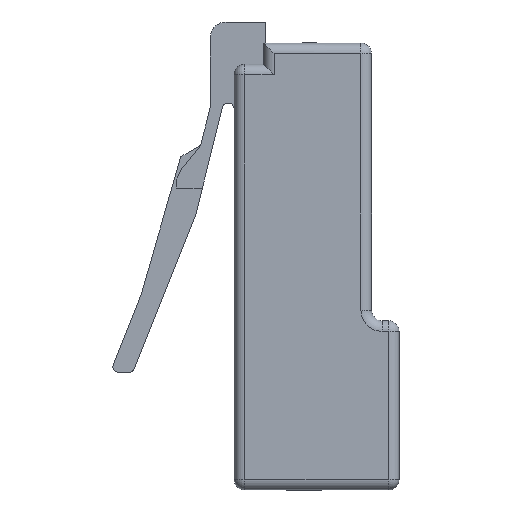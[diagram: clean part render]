
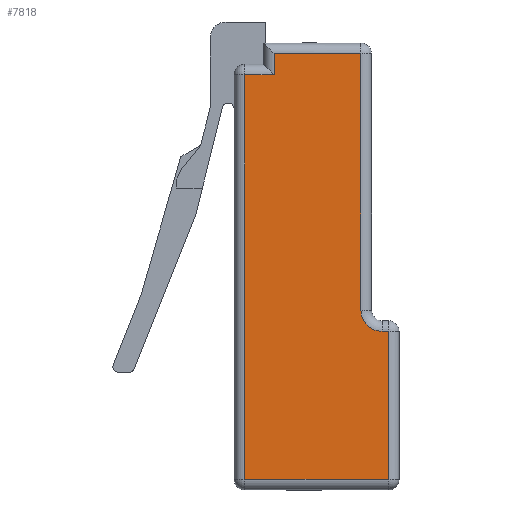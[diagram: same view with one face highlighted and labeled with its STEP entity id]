
A CAD part, left-side view. The second image highlights one B-rep face of the part: STEP entity #7818.
In plain terms, the highlighted planar face has unit normal (-1, 0, 0).
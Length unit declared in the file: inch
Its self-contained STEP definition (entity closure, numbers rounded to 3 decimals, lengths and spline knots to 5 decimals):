
#6 = CARTESIAN_POINT ( 'NONE',  ( -0.23, 0.13, 0.785 ) ) ;
#95 = AXIS2_PLACEMENT_3D ( 'NONE', #5244, #125, #6259 ) ;
#96 = EDGE_CURVE ( 'NONE', #1069, #189, #3060, .T. ) ;
#125 = DIRECTION ( 'NONE',  ( -1., 0., 0. ) ) ;
#189 = VERTEX_POINT ( 'NONE', #8891 ) ;
#244 = ORIENTED_EDGE ( 'NONE', *, *, #6138, .T. ) ;
#450 = FACE_OUTER_BOUND ( 'NONE', #7491, .T. ) ;
#462 = EDGE_CURVE ( 'NONE', #1409, #7530, #4328, .T. ) ;
#805 = DIRECTION ( 'NONE',  ( 0., -1., 0. ) ) ;
#966 = DIRECTION ( 'NONE',  ( 0., 1., 0. ) ) ;
#1069 = VERTEX_POINT ( 'NONE', #2686 ) ;
#1409 = VERTEX_POINT ( 'NONE', #4234 ) ;
#1660 = EDGE_CURVE ( 'NONE', #1069, #7530, #3177, .T. ) ;
#2073 = VECTOR ( 'NONE', #3173, 39.37008 ) ;
#2147 = CARTESIAN_POINT ( 'NONE',  ( -0.23, 0.13, 0.02 ) ) ;
#2357 = VERTEX_POINT ( 'NONE', #7770 ) ;
#2635 = VECTOR ( 'NONE', #4313, 39.37008 ) ;
#2686 = CARTESIAN_POINT ( 'NONE',  ( -0.23, -0.11, 0.34008 ) ) ;
#2913 = VERTEX_POINT ( 'NONE', #7462 ) ;
#2999 = CARTESIAN_POINT ( 'NONE',  ( -0.23, -0.15, 0.30008 ) ) ;
#3020 = CARTESIAN_POINT ( 'NONE',  ( -0.23, 0.13, 0.845 ) ) ;
#3060 = LINE ( 'NONE', #8465, #7131 ) ;
#3173 = DIRECTION ( 'NONE',  ( 0., 0., -1. ) ) ;
#3177 = CIRCLE ( 'NONE', #95, 0.04 ) ;
#3657 = ORIENTED_EDGE ( 'NONE', *, *, #4545, .T. ) ;
#3812 = VECTOR ( 'NONE', #7236, 39.37008 ) ;
#4024 = CARTESIAN_POINT ( 'NONE',  ( -0.23, 0.054, 0.785 ) ) ;
#4234 = CARTESIAN_POINT ( 'NONE',  ( -0.23, -0.162, 0.30008 ) ) ;
#4247 = LINE ( 'NONE', #7268, #2073 ) ;
#4313 = DIRECTION ( 'NONE',  ( 0., 1., 0. ) ) ;
#4328 = LINE ( 'NONE', #6119, #8653 ) ;
#4354 = ORIENTED_EDGE ( 'NONE', *, *, #7134, .T. ) ;
#4545 = EDGE_CURVE ( 'NONE', #189, #2913, #6443, .T. ) ;
#4722 = LINE ( 'NONE', #6345, #6794 ) ;
#5244 = CARTESIAN_POINT ( 'NONE',  ( -0.23, -0.15, 0.34008 ) ) ;
#5458 = DIRECTION ( 'NONE',  ( 1., 0., 0. ) ) ;
#5634 = CARTESIAN_POINT ( 'NONE',  ( -0.23, 0.11, 0.845 ) ) ;
#5871 = VERTEX_POINT ( 'NONE', #6922 ) ;
#5948 = ORIENTED_EDGE ( 'NONE', *, *, #9031, .T. ) ;
#6119 = CARTESIAN_POINT ( 'NONE',  ( -0.23, 0.13, 0.30008 ) ) ;
#6138 = EDGE_CURVE ( 'NONE', #2357, #1409, #4722, .T. ) ;
#6259 = DIRECTION ( 'NONE',  ( 0., 1., 0. ) ) ;
#6280 = VERTEX_POINT ( 'NONE', #4024 ) ;
#6345 = CARTESIAN_POINT ( 'NONE',  ( -0.23, -0.162, 0.845 ) ) ;
#6443 = LINE ( 'NONE', #8484, #9849 ) ;
#6605 = ORIENTED_EDGE ( 'NONE', *, *, #1660, .F. ) ;
#6685 = LINE ( 'NONE', #6, #2635 ) ;
#6737 = CARTESIAN_POINT ( 'NONE',  ( -0.23, 0.11, 0.02 ) ) ;
#6794 = VECTOR ( 'NONE', #7864, 39.37008 ) ;
#6799 = VECTOR ( 'NONE', #805, 39.37008 ) ;
#6922 = CARTESIAN_POINT ( 'NONE',  ( -0.23, 0.11, 0.785 ) ) ;
#7131 = VECTOR ( 'NONE', #7567, 39.37008 ) ;
#7134 = EDGE_CURVE ( 'NONE', #5871, #7284, #8150, .T. ) ;
#7236 = DIRECTION ( 'NONE',  ( 0., 0., -1. ) ) ;
#7268 = CARTESIAN_POINT ( 'NONE',  ( -0.23, 0.054, 0.845 ) ) ;
#7284 = VERTEX_POINT ( 'NONE', #6737 ) ;
#7462 = CARTESIAN_POINT ( 'NONE',  ( -0.23, 0.054, 0.825 ) ) ;
#7491 = EDGE_LOOP ( 'NONE', ( #8920, #3657, #8910, #9541, #4354, #5948, #244, #9374, #6605 ) ) ;
#7530 = VERTEX_POINT ( 'NONE', #2999 ) ;
#7567 = DIRECTION ( 'NONE',  ( 0., 0., 1. ) ) ;
#7631 = AXIS2_PLACEMENT_3D ( 'NONE', #3020, #5458, #966 ) ;
#7770 = CARTESIAN_POINT ( 'NONE',  ( -0.23, -0.162, 0.02 ) ) ;
#7818 = ADVANCED_FACE ( 'NONE', ( #450 ), #9279, .F. ) ;
#7864 = DIRECTION ( 'NONE',  ( 0., 0., 1. ) ) ;
#8150 = LINE ( 'NONE', #5634, #3812 ) ;
#8313 = DIRECTION ( 'NONE',  ( 0., 1., 0. ) ) ;
#8465 = CARTESIAN_POINT ( 'NONE',  ( -0.23, -0.11, 0.845 ) ) ;
#8484 = CARTESIAN_POINT ( 'NONE',  ( -0.23, 0.074, 0.825 ) ) ;
#8653 = VECTOR ( 'NONE', #8313, 39.37008 ) ;
#8772 = EDGE_CURVE ( 'NONE', #6280, #5871, #6685, .T. ) ;
#8834 = LINE ( 'NONE', #2147, #6799 ) ;
#8891 = CARTESIAN_POINT ( 'NONE',  ( -0.23, -0.11, 0.825 ) ) ;
#8910 = ORIENTED_EDGE ( 'NONE', *, *, #9118, .T. ) ;
#8920 = ORIENTED_EDGE ( 'NONE', *, *, #96, .T. ) ;
#9031 = EDGE_CURVE ( 'NONE', #7284, #2357, #8834, .T. ) ;
#9118 = EDGE_CURVE ( 'NONE', #2913, #6280, #4247, .T. ) ;
#9279 = PLANE ( 'NONE',  #7631 ) ;
#9374 = ORIENTED_EDGE ( 'NONE', *, *, #462, .T. ) ;
#9393 = DIRECTION ( 'NONE',  ( 0., 1., 0. ) ) ;
#9541 = ORIENTED_EDGE ( 'NONE', *, *, #8772, .T. ) ;
#9849 = VECTOR ( 'NONE', #9393, 39.37008 ) ;
